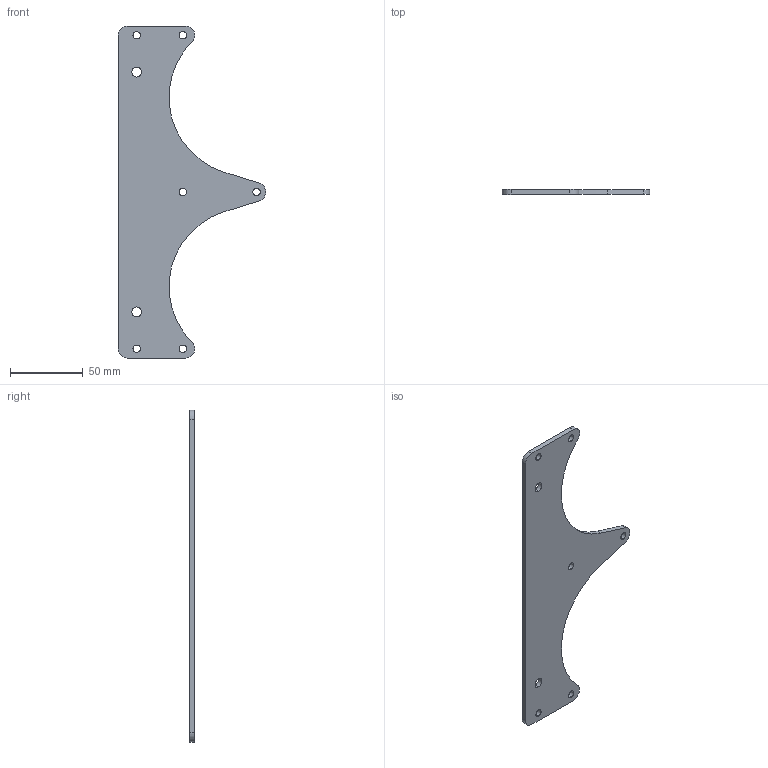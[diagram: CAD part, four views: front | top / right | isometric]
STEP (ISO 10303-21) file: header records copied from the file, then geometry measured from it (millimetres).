
FILE_DESCRIPTION (( 'STEP AP214' ), '1' );
FILE_NAME ('am-5296 KitBot 2024 Tube Mounting Plate.STEP', '2024-01-03T12:47:43', ( '' ), ( '' ), 'SwSTEP 2.0', 'SolidWorks 2024', '' );
FILE_SCHEMA (( 'AUTOMOTIVE_DESIGN' ));
Length unit declared in the file: inch
Products named in the file (1): am-5296 KitBot 2024 Tube Mounting Plate
Bounding box: 101.58 x 3.17 x 228.6 mm (x, y, z)
Volume: 35266 mm3; surface area: 24670.5 mm2
Topology: 1 solids, 1 shells, 30 faces, 84 edges, 56 vertices
Faces by surface type: cylinder 23, plane 7
Entity records: 1053 total; most frequent: DIRECTION 192, CARTESIAN_POINT 171, ORIENTED_EDGE 168, EDGE_CURVE 84, AXIS2_PLACEMENT_3D 77, VERTEX_POINT 56, CIRCLE 46, EDGE_LOOP 46
